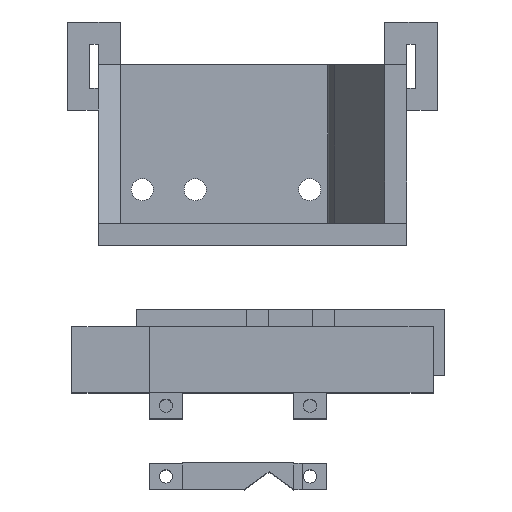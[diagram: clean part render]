
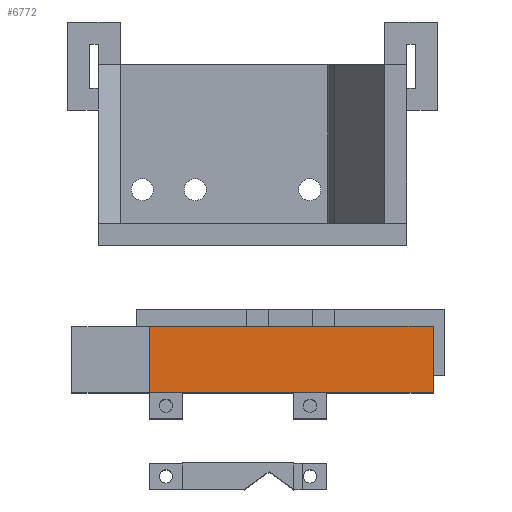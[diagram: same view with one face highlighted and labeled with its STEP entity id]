
A CAD part, top view. The second image highlights one B-rep face of the part: STEP entity #6772.
In plain terms, the highlighted planar face has unit normal (0, 0, 1).
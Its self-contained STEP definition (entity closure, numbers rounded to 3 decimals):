
#6772 = ADVANCED_FACE('',(#6773),#6787,.T.);
#6773 = FACE_BOUND('',#6774,.T.);
#6774 = EDGE_LOOP('',(#6775,#6810,#6838,#6866,#6894));
#6775 = ORIENTED_EDGE('',*,*,#6776,.F.);
#6776 = EDGE_CURVE('',#6777,#6779,#6781,.T.);
#6777 = VERTEX_POINT('',#6778);
#6778 = CARTESIAN_POINT('',(-23.4,0.,78.));
#6779 = VERTEX_POINT('',#6780);
#6780 = CARTESIAN_POINT('',(41.,0.,78.));
#6781 = SURFACE_CURVE('',#6782,(#6786,#6798),.PCURVE_S1.);
#6782 = LINE('',#6783,#6784);
#6783 = CARTESIAN_POINT('',(-41.,0.,78.));
#6784 = VECTOR('',#6785,1.);
#6785 = DIRECTION('',(1.,0.,0.));
#6786 = PCURVE('',#6787,#6792);
#6787 = PLANE('',#6788);
#6788 = AXIS2_PLACEMENT_3D('',#6789,#6790,#6791);
#6789 = CARTESIAN_POINT('',(-41.,0.,78.));
#6790 = DIRECTION('',(0.,0.,1.));
#6791 = DIRECTION('',(1.,0.,0.));
#6792 = DEFINITIONAL_REPRESENTATION('',(#6793),#6797);
#6793 = LINE('',#6794,#6795);
#6794 = CARTESIAN_POINT('',(0.,0.));
#6795 = VECTOR('',#6796,1.);
#6796 = DIRECTION('',(1.,0.));
#6797 = ( GEOMETRIC_REPRESENTATION_CONTEXT(2) 
PARAMETRIC_REPRESENTATION_CONTEXT() REPRESENTATION_CONTEXT('2D SPACE',''
  ) );
#6798 = PCURVE('',#6799,#6804);
#6799 = PLANE('',#6800);
#6800 = AXIS2_PLACEMENT_3D('',#6801,#6802,#6803);
#6801 = CARTESIAN_POINT('',(0.,0.,39.));
#6802 = DIRECTION('',(0.,1.,0.));
#6803 = DIRECTION('',(0.,0.,1.));
#6804 = DEFINITIONAL_REPRESENTATION('',(#6805),#6809);
#6805 = LINE('',#6806,#6807);
#6806 = CARTESIAN_POINT('',(39.,-41.));
#6807 = VECTOR('',#6808,1.);
#6808 = DIRECTION('',(0.,1.));
#6809 = ( GEOMETRIC_REPRESENTATION_CONTEXT(2) 
PARAMETRIC_REPRESENTATION_CONTEXT() REPRESENTATION_CONTEXT('2D SPACE',''
  ) );
#6810 = ORIENTED_EDGE('',*,*,#6811,.F.);
#6811 = EDGE_CURVE('',#6812,#6777,#6814,.T.);
#6812 = VERTEX_POINT('',#6813);
#6813 = CARTESIAN_POINT('',(-23.4,-15.,78.));
#6814 = SURFACE_CURVE('',#6815,(#6819,#6826),.PCURVE_S1.);
#6815 = LINE('',#6816,#6817);
#6816 = CARTESIAN_POINT('',(-23.4,-15.,78.));
#6817 = VECTOR('',#6818,1.);
#6818 = DIRECTION('',(0.,1.,0.));
#6819 = PCURVE('',#6787,#6820);
#6820 = DEFINITIONAL_REPRESENTATION('',(#6821),#6825);
#6821 = LINE('',#6822,#6823);
#6822 = CARTESIAN_POINT('',(17.6,-15.));
#6823 = VECTOR('',#6824,1.);
#6824 = DIRECTION('',(0.,1.));
#6825 = ( GEOMETRIC_REPRESENTATION_CONTEXT(2) 
PARAMETRIC_REPRESENTATION_CONTEXT() REPRESENTATION_CONTEXT('2D SPACE',''
  ) );
#6826 = PCURVE('',#6827,#6832);
#6827 = PLANE('',#6828);
#6828 = AXIS2_PLACEMENT_3D('',#6829,#6830,#6831);
#6829 = CARTESIAN_POINT('',(-23.4,-15.,78.));
#6830 = DIRECTION('',(-1.,0.,0.));
#6831 = DIRECTION('',(0.,0.,-1.));
#6832 = DEFINITIONAL_REPRESENTATION('',(#6833),#6837);
#6833 = LINE('',#6834,#6835);
#6834 = CARTESIAN_POINT('',(0.,0.));
#6835 = VECTOR('',#6836,1.);
#6836 = DIRECTION('',(0.,-1.));
#6837 = ( GEOMETRIC_REPRESENTATION_CONTEXT(2) 
PARAMETRIC_REPRESENTATION_CONTEXT() REPRESENTATION_CONTEXT('2D SPACE',''
  ) );
#6838 = ORIENTED_EDGE('',*,*,#6839,.T.);
#6839 = EDGE_CURVE('',#6812,#6840,#6842,.T.);
#6840 = VERTEX_POINT('',#6841);
#6841 = CARTESIAN_POINT('',(-15.9,-15.,78.));
#6842 = SURFACE_CURVE('',#6843,(#6847,#6854),.PCURVE_S1.);
#6843 = LINE('',#6844,#6845);
#6844 = CARTESIAN_POINT('',(-23.4,-15.,78.));
#6845 = VECTOR('',#6846,1.);
#6846 = DIRECTION('',(1.,0.,0.));
#6847 = PCURVE('',#6787,#6848);
#6848 = DEFINITIONAL_REPRESENTATION('',(#6849),#6853);
#6849 = LINE('',#6850,#6851);
#6850 = CARTESIAN_POINT('',(17.6,-15.));
#6851 = VECTOR('',#6852,1.);
#6852 = DIRECTION('',(1.,0.));
#6853 = ( GEOMETRIC_REPRESENTATION_CONTEXT(2) 
PARAMETRIC_REPRESENTATION_CONTEXT() REPRESENTATION_CONTEXT('2D SPACE',''
  ) );
#6854 = PCURVE('',#6855,#6860);
#6855 = PLANE('',#6856);
#6856 = AXIS2_PLACEMENT_3D('',#6857,#6858,#6859);
#6857 = CARTESIAN_POINT('',(-23.4,-15.,78.));
#6858 = DIRECTION('',(0.,0.,1.));
#6859 = DIRECTION('',(1.,0.,0.));
#6860 = DEFINITIONAL_REPRESENTATION('',(#6861),#6865);
#6861 = LINE('',#6862,#6863);
#6862 = CARTESIAN_POINT('',(0.,0.));
#6863 = VECTOR('',#6864,1.);
#6864 = DIRECTION('',(1.,0.));
#6865 = ( GEOMETRIC_REPRESENTATION_CONTEXT(2) 
PARAMETRIC_REPRESENTATION_CONTEXT() REPRESENTATION_CONTEXT('2D SPACE',''
  ) );
#6866 = ORIENTED_EDGE('',*,*,#6867,.T.);
#6867 = EDGE_CURVE('',#6840,#6868,#6870,.T.);
#6868 = VERTEX_POINT('',#6869);
#6869 = CARTESIAN_POINT('',(41.,-15.,78.));
#6870 = SURFACE_CURVE('',#6871,(#6875,#6882),.PCURVE_S1.);
#6871 = LINE('',#6872,#6873);
#6872 = CARTESIAN_POINT('',(-41.,-15.,78.));
#6873 = VECTOR('',#6874,1.);
#6874 = DIRECTION('',(1.,0.,0.));
#6875 = PCURVE('',#6787,#6876);
#6876 = DEFINITIONAL_REPRESENTATION('',(#6877),#6881);
#6877 = LINE('',#6878,#6879);
#6878 = CARTESIAN_POINT('',(0.,-15.));
#6879 = VECTOR('',#6880,1.);
#6880 = DIRECTION('',(1.,0.));
#6881 = ( GEOMETRIC_REPRESENTATION_CONTEXT(2) 
PARAMETRIC_REPRESENTATION_CONTEXT() REPRESENTATION_CONTEXT('2D SPACE',''
  ) );
#6882 = PCURVE('',#6883,#6888);
#6883 = PLANE('',#6884);
#6884 = AXIS2_PLACEMENT_3D('',#6885,#6886,#6887);
#6885 = CARTESIAN_POINT('',(0.,-15.,39.));
#6886 = DIRECTION('',(0.,1.,0.));
#6887 = DIRECTION('',(0.,0.,1.));
#6888 = DEFINITIONAL_REPRESENTATION('',(#6889),#6893);
#6889 = LINE('',#6890,#6891);
#6890 = CARTESIAN_POINT('',(39.,-41.));
#6891 = VECTOR('',#6892,1.);
#6892 = DIRECTION('',(0.,1.));
#6893 = ( GEOMETRIC_REPRESENTATION_CONTEXT(2) 
PARAMETRIC_REPRESENTATION_CONTEXT() REPRESENTATION_CONTEXT('2D SPACE',''
  ) );
#6894 = ORIENTED_EDGE('',*,*,#6895,.F.);
#6895 = EDGE_CURVE('',#6779,#6868,#6896,.T.);
#6896 = SURFACE_CURVE('',#6897,(#6901,#6908),.PCURVE_S1.);
#6897 = LINE('',#6898,#6899);
#6898 = CARTESIAN_POINT('',(41.,0.,78.));
#6899 = VECTOR('',#6900,1.);
#6900 = DIRECTION('',(0.,-1.,0.));
#6901 = PCURVE('',#6787,#6902);
#6902 = DEFINITIONAL_REPRESENTATION('',(#6903),#6907);
#6903 = LINE('',#6904,#6905);
#6904 = CARTESIAN_POINT('',(82.,0.));
#6905 = VECTOR('',#6906,1.);
#6906 = DIRECTION('',(0.,-1.));
#6907 = ( GEOMETRIC_REPRESENTATION_CONTEXT(2) 
PARAMETRIC_REPRESENTATION_CONTEXT() REPRESENTATION_CONTEXT('2D SPACE',''
  ) );
#6908 = PCURVE('',#6909,#6914);
#6909 = PLANE('',#6910);
#6910 = AXIS2_PLACEMENT_3D('',#6911,#6912,#6913);
#6911 = CARTESIAN_POINT('',(41.,0.,78.));
#6912 = DIRECTION('',(1.,0.,0.));
#6913 = DIRECTION('',(0.,0.,-1.));
#6914 = DEFINITIONAL_REPRESENTATION('',(#6915),#6919);
#6915 = LINE('',#6916,#6917);
#6916 = CARTESIAN_POINT('',(0.,0.));
#6917 = VECTOR('',#6918,1.);
#6918 = DIRECTION('',(0.,-1.));
#6919 = ( GEOMETRIC_REPRESENTATION_CONTEXT(2) 
PARAMETRIC_REPRESENTATION_CONTEXT() REPRESENTATION_CONTEXT('2D SPACE',''
  ) );
